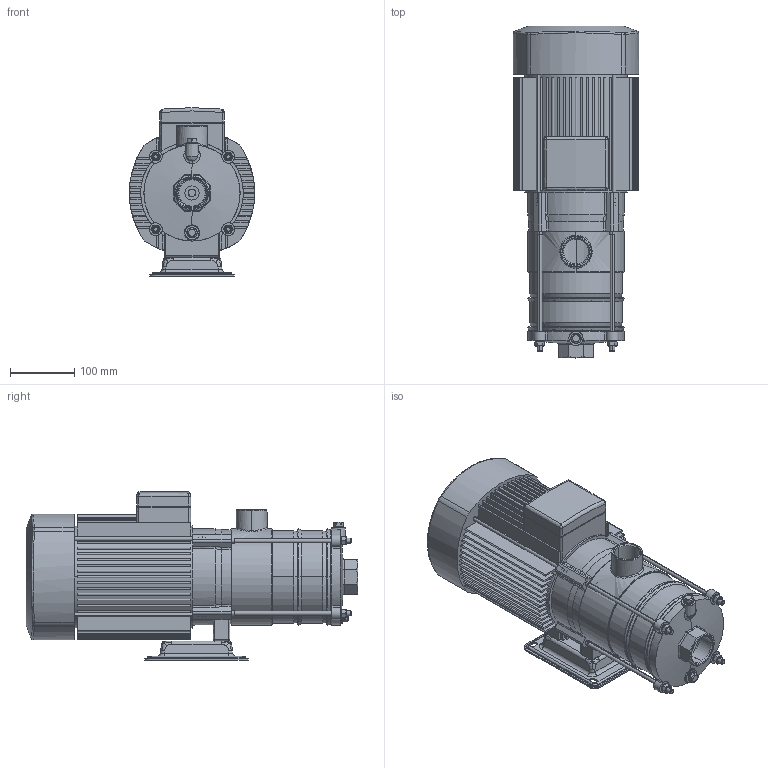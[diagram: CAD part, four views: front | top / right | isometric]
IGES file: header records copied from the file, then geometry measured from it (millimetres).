
Global section: file name: 015P2371 (RMHI 16-3R); native system: AutoCAD 2019 — Русский (Russian),62HAutod; preprocessor: esk Translation Framework DWG producer (atf_dwg_producer); organization: unknown; date: 20240415.184735; units: millimetre
Bounding box: 195.98 x 518 x 263 mm (x, y, z)
Volume: 8347532.5 mm3; surface area: 1016172.7 mm2
Topology: 29 solids, 33 shells, 1700 faces, 4549 edges, 3103 vertices
Faces by surface type: bspline 1646, revolution 54
